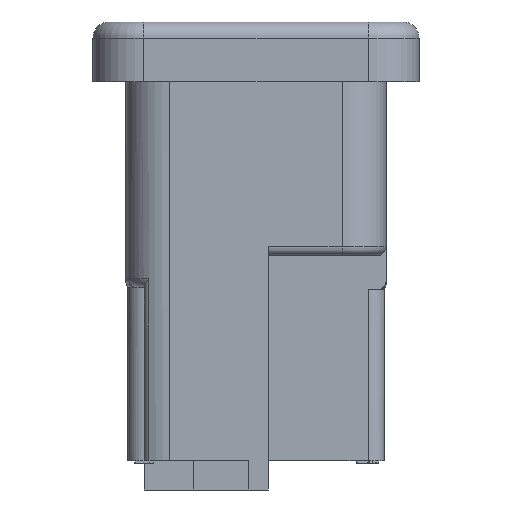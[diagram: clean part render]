
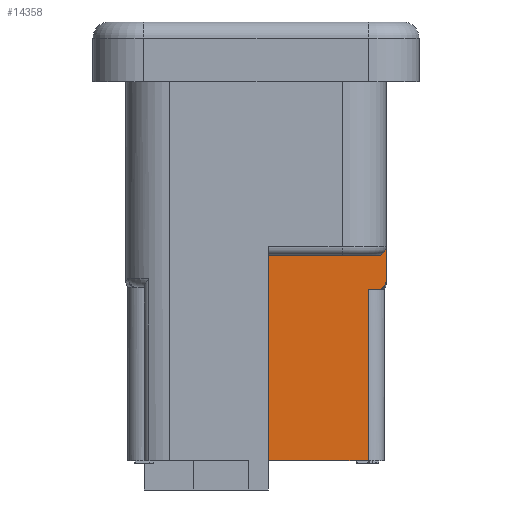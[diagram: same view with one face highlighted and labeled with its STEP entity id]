
A CAD part, left-side view. The second image highlights one B-rep face of the part: STEP entity #14358.
In plain terms, the highlighted planar face has unit normal (-1, 0, 0).
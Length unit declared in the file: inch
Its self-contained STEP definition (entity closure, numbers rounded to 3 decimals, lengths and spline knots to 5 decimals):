
#157 = CIRCLE ( 'NONE', #14430, 0.0315 ) ;
#378 = VERTEX_POINT ( 'NONE', #1650 ) ;
#949 = DIRECTION ( 'NONE',  ( -1., 0., 0. ) ) ;
#1172 = ORIENTED_EDGE ( 'NONE', *, *, #4171, .F. ) ;
#1561 = CARTESIAN_POINT ( 'NONE',  ( -0.32423, -0.44983, -0.09055 ) ) ;
#1597 = ORIENTED_EDGE ( 'NONE', *, *, #6216, .T. ) ;
#1650 = CARTESIAN_POINT ( 'NONE',  ( -0.32423, -0.44983, -0.09055 ) ) ;
#1888 = CARTESIAN_POINT ( 'NONE',  ( -0.32423, -0.41834, -0.12205 ) ) ;
#2049 = ORIENTED_EDGE ( 'NONE', *, *, #7106, .F. ) ;
#2711 = DIRECTION ( 'NONE',  ( 0., 0., 1. ) ) ;
#2950 = LINE ( 'NONE', #13392, #10469 ) ;
#3636 = CARTESIAN_POINT ( 'NONE',  ( -0.32423, -0.41834, -0.12205 ) ) ;
#3640 = DIRECTION ( 'NONE',  ( 0., 1., 0. ) ) ;
#3708 = DIRECTION ( 'NONE',  ( 1., 0., 0. ) ) ;
#3767 = VECTOR ( 'NONE', #4257, 39.37008 ) ;
#3960 = DIRECTION ( 'NONE',  ( 0., 1., 0. ) ) ;
#4024 = VERTEX_POINT ( 'NONE', #8247 ) ;
#4171 = EDGE_CURVE ( 'NONE', #15689, #10849, #7378, .T. ) ;
#4257 = DIRECTION ( 'NONE',  ( 0., 0., 1. ) ) ;
#4488 = AXIS2_PLACEMENT_3D ( 'NONE', #17087, #14732, #3960 ) ;
#4673 = VERTEX_POINT ( 'NONE', #14970 ) ;
#4879 = DIRECTION ( 'NONE',  ( 0., 0., -1. ) ) ;
#5275 = ORIENTED_EDGE ( 'NONE', *, *, #14989, .F. ) ;
#5331 = VECTOR ( 'NONE', #2711, 39.37008 ) ;
#5421 = EDGE_CURVE ( 'NONE', #11624, #15689, #15526, .T. ) ;
#5966 = EDGE_CURVE ( 'NONE', #378, #6387, #7116, .T. ) ;
#6216 = EDGE_CURVE ( 'NONE', #14598, #378, #13188, .T. ) ;
#6387 = VERTEX_POINT ( 'NONE', #14565 ) ;
#7101 = EDGE_CURVE ( 'NONE', #6387, #4024, #157, .T. ) ;
#7106 = EDGE_CURVE ( 'NONE', #14598, #11624, #7715, .T. ) ;
#7116 = LINE ( 'NONE', #1561, #3767 ) ;
#7378 = LINE ( 'NONE', #9758, #11977 ) ;
#7530 = CARTESIAN_POINT ( 'NONE',  ( -0.32423, -0.41834, -0.09055 ) ) ;
#7620 = LINE ( 'NONE', #9540, #5331 ) ;
#7715 = LINE ( 'NONE', #3636, #10402 ) ;
#7842 = ORIENTED_EDGE ( 'NONE', *, *, #5421, .F. ) ;
#8247 = CARTESIAN_POINT ( 'NONE',  ( -0.32423, -0.41834, 0.00197 ) ) ;
#8320 = EDGE_LOOP ( 'NONE', ( #1172, #7842, #2049, #1597, #8784, #13142, #13498, #5275 ) ) ;
#8784 = ORIENTED_EDGE ( 'NONE', *, *, #5966, .T. ) ;
#8926 = PLANE ( 'NONE',  #4488 ) ;
#9091 = DIRECTION ( 'NONE',  ( 0., 1., 0. ) ) ;
#9540 = CARTESIAN_POINT ( 'NONE',  ( -0.32423, -0.02267, -0.74409 ) ) ;
#9758 = CARTESIAN_POINT ( 'NONE',  ( -0.32423, -0.38487, -0.74409 ) ) ;
#10119 = CARTESIAN_POINT ( 'NONE',  ( -0.32423, -0.02267, -0.74409 ) ) ;
#10152 = CARTESIAN_POINT ( 'NONE',  ( -0.32423, -0.38487, -0.12205 ) ) ;
#10402 = VECTOR ( 'NONE', #9091, 39.37008 ) ;
#10436 = EDGE_CURVE ( 'NONE', #4024, #4673, #2950, .T. ) ;
#10469 = VECTOR ( 'NONE', #15189, 39.37008 ) ;
#10564 = AXIS2_PLACEMENT_3D ( 'NONE', #7530, #949, #3640 ) ;
#10849 = VERTEX_POINT ( 'NONE', #10119 ) ;
#11155 = FACE_OUTER_BOUND ( 'NONE', #8320, .T. ) ;
#11624 = VERTEX_POINT ( 'NONE', #10152 ) ;
#11977 = VECTOR ( 'NONE', #13810, 39.37008 ) ;
#13026 = CARTESIAN_POINT ( 'NONE',  ( -0.32423, -0.41834, 0.03346 ) ) ;
#13142 = ORIENTED_EDGE ( 'NONE', *, *, #7101, .T. ) ;
#13188 = CIRCLE ( 'NONE', #10564, 0.0315 ) ;
#13392 = CARTESIAN_POINT ( 'NONE',  ( -0.32423, -0.41834, 0.00197 ) ) ;
#13498 = ORIENTED_EDGE ( 'NONE', *, *, #10436, .T. ) ;
#13635 = VECTOR ( 'NONE', #4879, 39.37008 ) ;
#13810 = DIRECTION ( 'NONE',  ( 0., 1., 0. ) ) ;
#14358 = ADVANCED_FACE ( 'NONE', ( #11155 ), #8926, .F. ) ;
#14430 = AXIS2_PLACEMENT_3D ( 'NONE', #13026, #3708, #17026 ) ;
#14565 = CARTESIAN_POINT ( 'NONE',  ( -0.32423, -0.44983, 0.03346 ) ) ;
#14598 = VERTEX_POINT ( 'NONE', #1888 ) ;
#14732 = DIRECTION ( 'NONE',  ( 1., 0., 0. ) ) ;
#14970 = CARTESIAN_POINT ( 'NONE',  ( -0.32423, -0.02267, 0.00197 ) ) ;
#14989 = EDGE_CURVE ( 'NONE', #10849, #4673, #7620, .T. ) ;
#15189 = DIRECTION ( 'NONE',  ( 0., 1., 0. ) ) ;
#15526 = LINE ( 'NONE', #16906, #13635 ) ;
#15689 = VERTEX_POINT ( 'NONE', #16397 ) ;
#16397 = CARTESIAN_POINT ( 'NONE',  ( -0.32423, -0.38487, -0.74409 ) ) ;
#16906 = CARTESIAN_POINT ( 'NONE',  ( -0.32423, -0.38487, -0.12205 ) ) ;
#17026 = DIRECTION ( 'NONE',  ( 0., 1., 0. ) ) ;
#17087 = CARTESIAN_POINT ( 'NONE',  ( -0.32423, -0.44983, -19684.18898 ) ) ;
